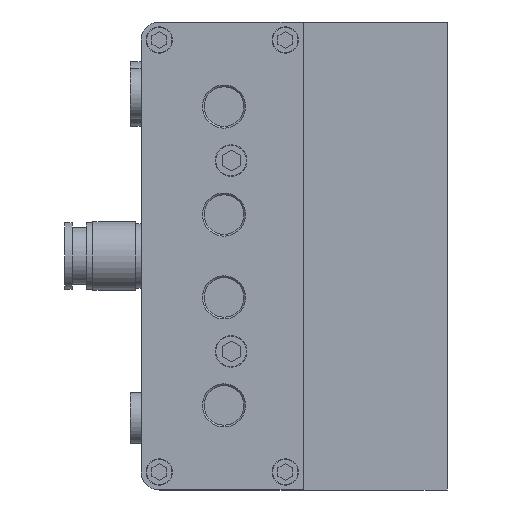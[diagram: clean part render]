
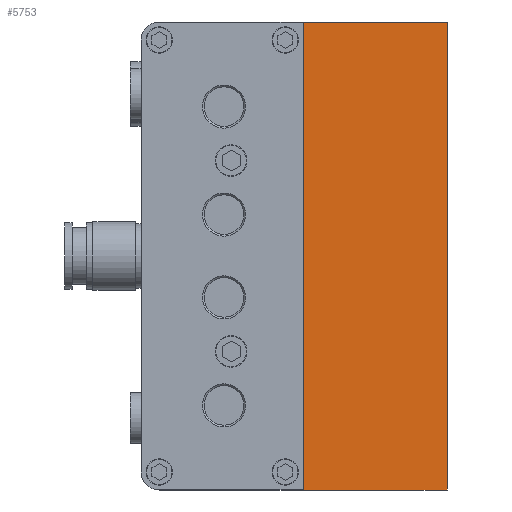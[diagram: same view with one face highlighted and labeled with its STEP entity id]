
A CAD part, left-side view. The second image highlights one B-rep face of the part: STEP entity #5753.
In plain terms, the highlighted planar face has unit normal (-1, 0, 0).
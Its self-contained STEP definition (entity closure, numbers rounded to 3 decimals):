
#1925 = CARTESIAN_POINT ( 'NONE',  ( -284., 0., 65. ) ) ;
#5619 = ORIENTED_EDGE ( 'NONE', *, *, #24702, .T. ) ;
#5753 = ADVANCED_FACE ( 'NONE', ( #22944 ), #17006, .F. ) ;
#6196 = DIRECTION ( 'NONE',  ( 1., 0., 0. ) ) ;
#9947 = EDGE_CURVE ( 'NONE', #11096, #22012, #12603, .T. ) ;
#10242 = ORIENTED_EDGE ( 'NONE', *, *, #18267, .F. ) ;
#10313 = CARTESIAN_POINT ( 'NONE',  ( -284., -40., -65. ) ) ;
#10638 = EDGE_CURVE ( 'NONE', #25817, #29219, #17567, .T. ) ;
#10738 = CARTESIAN_POINT ( 'NONE',  ( -284., 0., 65. ) ) ;
#11096 = VERTEX_POINT ( 'NONE', #26960 ) ;
#11472 = DIRECTION ( 'NONE',  ( 0., 0., -1. ) ) ;
#12603 = LINE ( 'NONE', #14974, #18751 ) ;
#14974 = CARTESIAN_POINT ( 'NONE',  ( -284., -40., 65. ) ) ;
#16872 = LINE ( 'NONE', #19576, #25328 ) ;
#17006 = PLANE ( 'NONE',  #18201 ) ;
#17545 = DIRECTION ( 'NONE',  ( 0., 0., -1. ) ) ;
#17567 = LINE ( 'NONE', #10313, #18881 ) ;
#18201 = AXIS2_PLACEMENT_3D ( 'NONE', #28509, #6196, #17545 ) ;
#18267 = EDGE_CURVE ( 'NONE', #11096, #25817, #16872, .T. ) ;
#18751 = VECTOR ( 'NONE', #34550, 1000. ) ;
#18881 = VECTOR ( 'NONE', #33742, 1000. ) ;
#19026 = CARTESIAN_POINT ( 'NONE',  ( -284., 0., -65. ) ) ;
#19576 = CARTESIAN_POINT ( 'NONE',  ( -284., -40., 65. ) ) ;
#21249 = VECTOR ( 'NONE', #24418, 1000. ) ;
#21529 = LINE ( 'NONE', #10738, #21249 ) ;
#22012 = VERTEX_POINT ( 'NONE', #1925 ) ;
#22944 = FACE_OUTER_BOUND ( 'NONE', #34706, .T. ) ;
#23225 = ORIENTED_EDGE ( 'NONE', *, *, #10638, .F. ) ;
#24418 = DIRECTION ( 'NONE',  ( 0., 0., -1. ) ) ;
#24702 = EDGE_CURVE ( 'NONE', #22012, #29219, #21529, .T. ) ;
#24740 = CARTESIAN_POINT ( 'NONE',  ( -284., -40., -65. ) ) ;
#25197 = ORIENTED_EDGE ( 'NONE', *, *, #9947, .T. ) ;
#25328 = VECTOR ( 'NONE', #11472, 1000. ) ;
#25817 = VERTEX_POINT ( 'NONE', #24740 ) ;
#26960 = CARTESIAN_POINT ( 'NONE',  ( -284., -40., 65. ) ) ;
#28509 = CARTESIAN_POINT ( 'NONE',  ( -284., -40., 65. ) ) ;
#29219 = VERTEX_POINT ( 'NONE', #19026 ) ;
#33742 = DIRECTION ( 'NONE',  ( 0., 1., 0. ) ) ;
#34550 = DIRECTION ( 'NONE',  ( 0., 1., 0. ) ) ;
#34706 = EDGE_LOOP ( 'NONE', ( #5619, #23225, #10242, #25197 ) ) ;
